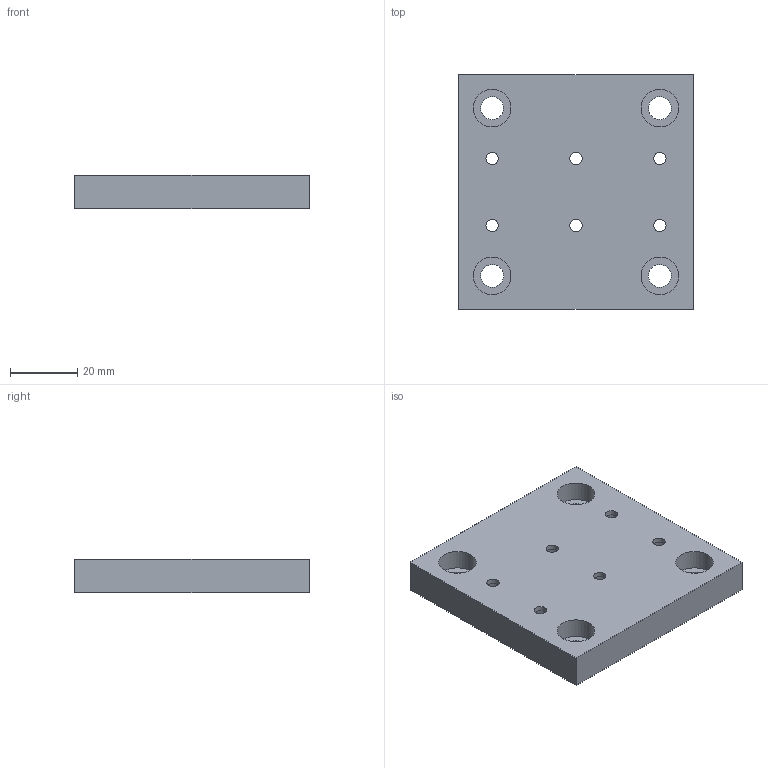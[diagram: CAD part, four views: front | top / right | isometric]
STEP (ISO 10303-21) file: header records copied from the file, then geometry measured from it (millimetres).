
FILE_DESCRIPTION(('FreeCAD Model'),'2;1');
FILE_NAME('Open CASCADE Shape Model','2024-12-25T09:17:04',(''),(''), 'Open CASCADE STEP processor 7.8','FreeCAD','Unknown');
FILE_SCHEMA(('AUTOMOTIVE_DESIGN { 1 0 10303 214 1 1 1 1 }'));
Length unit declared in the file: millimetre
Products named in the file (1): counterbored plate
Bounding box: 70 x 70 x 10 mm (x, y, z)
Volume: 44265.3 mm3; surface area: 14512.8 mm2
Topology: 1 solids, 1 shells, 36 faces, 72 edges, 48 vertices
Faces by surface type: cylinder 20, plane 16
Full cylindrical faces by diameter (mm): 3.7 x6, 6.5 x6, 6.8 x4, 11.2 x4
Entity records: 1984 total; most frequent: CARTESIAN_POINT 361, DIRECTION 320, ORIENTED_EDGE 144, PCURVE 144, DEFINITIONAL_REPRESENTATION 144, LINE 136, VECTOR 136, AXIS2_PLACEMENT_3D 77
